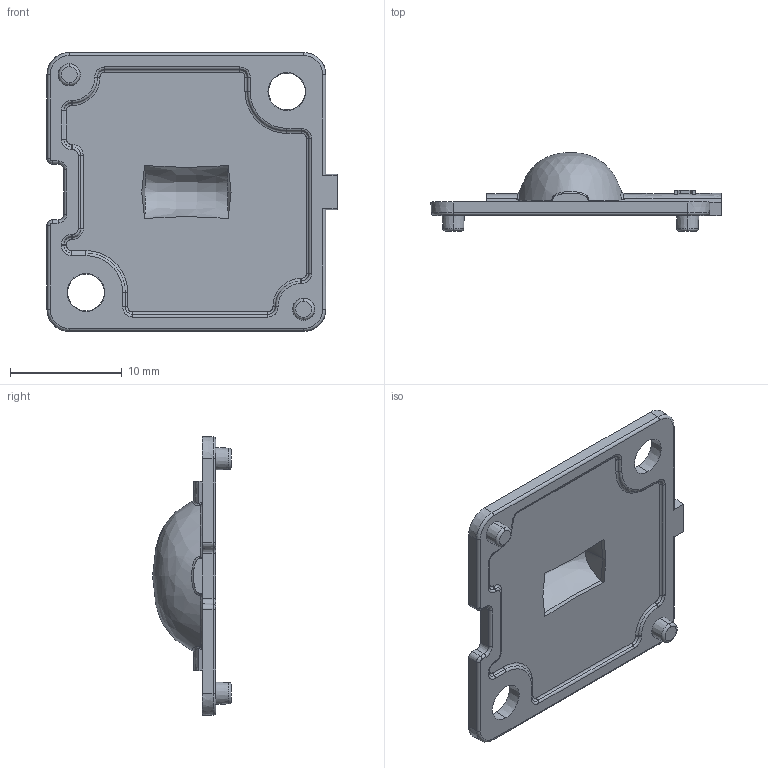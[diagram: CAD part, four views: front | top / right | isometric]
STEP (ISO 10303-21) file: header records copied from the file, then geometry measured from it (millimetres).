
FILE_DESCRIPTION (( 'STEP AP214' ), '1' );
FILE_NAME ('12763_70248_Rev-2_Customer.STEP', '2015-09-16T09:10:24', ( '' ), ( '' ), 'SwSTEP 2.0', 'SolidWorks 2014', '' );
FILE_SCHEMA (( 'AUTOMOTIVE_DESIGN' ));
Length unit declared in the file: millimetre
Products named in the file (1): 12763_70248_Rev-2_Customer
Bounding box: 26 x 7.05 x 25 mm (x, y, z)
Volume: 850.6 mm3; surface area: 1491.9 mm2
Topology: 1 solids, 1 shells, 184 faces, 457 edges, 282 vertices
Faces by surface type: bspline 61, plane 46, cylinder 41, torus 20, cone 16
Entity records: 7314 total; most frequent: CARTESIAN_POINT 3276, ORIENTED_EDGE 914, DIRECTION 729, EDGE_CURVE 457, VERTEX_POINT 282, AXIS2_PLACEMENT_3D 272, EDGE_LOOP 195, LINE 185
